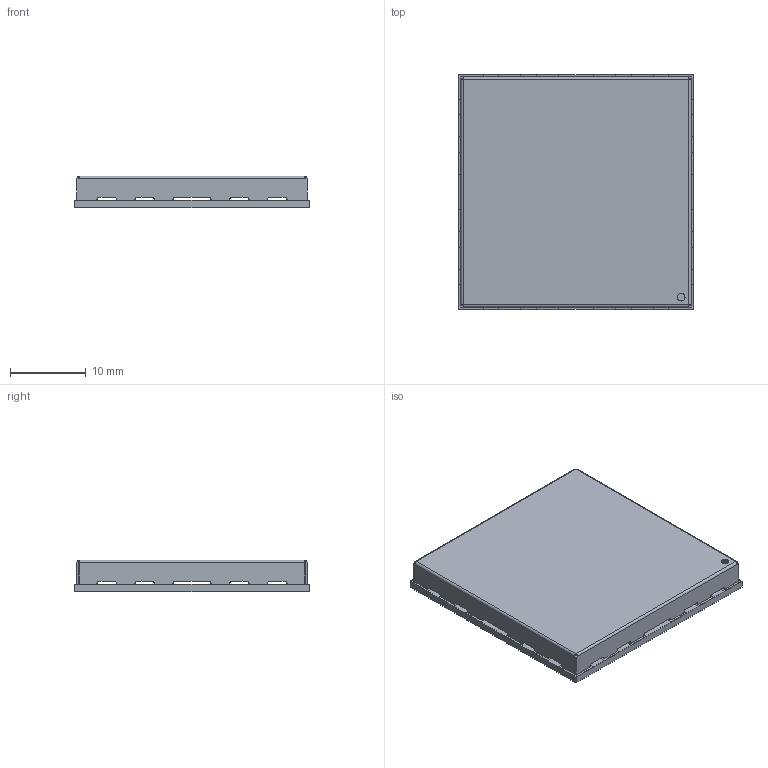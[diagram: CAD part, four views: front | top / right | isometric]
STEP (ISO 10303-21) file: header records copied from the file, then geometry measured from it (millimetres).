
FILE_DESCRIPTION(('FreeCAD Model'),'2;1');
FILE_NAME('mosaic_newshield.stp','2019-04-05T18:03:46',('Author'), (''),'Open CASCADE STEP processor 7.2','FreeCAD','Unknown');
FILE_SCHEMA(('AUTOMOTIVE_DESIGN { 1 0 10303 214 1 1 1 1 }'));
Length unit declared in the file: millimetre
Products named in the file (265): STEP; Pins; 1V2_OUT_1; 1V2_OUT_2; 1V4_OUT_1; 1V4_OUT_2; 1V8_OUT; 2V8_IN; 2V8_OUT; ADC0; ADC1; ADC2; ANT_1; ANT_2; BOOT_MODE_0; CANRX; CANTX; CTS1; CTS2; CTS3; DIFFCOR_DET; DRDY/JTMS2; EVENTA; EVENTB; EVENTC; EXT_NINT_REF; GND1; GND002; GND10; GND003; GND100; GND101; GND102; GND103; GND104; GND105; GND106; GND107; GND108; GND109 ...
Assembly tree (264 placements, depth 3):
  STEP
    Pins
      1V2_OUT_1
      1V2_OUT_2
      1V4_OUT_1
      1V4_OUT_2
      1V8_OUT
      2V8_IN
      2V8_OUT
      ADC0
      ADC1
      ADC2
      ANT_1
      ANT_2
      BOOT_MODE_0
      CANRX
      CANTX
      CTS1
      CTS2
      CTS3
      DIFFCOR_DET
      DRDY/JTMS2
      EVENTA
      EVENTB
      EVENTC
      EXT_NINT_REF
      GND1
      GND002
      GND10
      GND003
      GND100
      GND101
      GND102
      GND103
      GND104
      GND105
      GND106
      GND107
      GND108
      GND109
      GND11
      GND110
      GND111
      GND112
      GND12
      GND113
      GND13
      GND114
      GND14
      GND115
      GND15
      GND116
      GND16
      GND117
      GND17
      GND118
      GND18
      GND119
      GND19
      GND120
Bounding box: 31 x 31 x 4.18 mm (x, y, z)
Volume: 1173.9 mm3; surface area: 4844.4 mm2
Topology: 261 solids, 261 shells, 1250 faces, 2160 edges, 1432 vertices
Faces by surface type: plane 682, cylinder 568
Entity records: 71779 total; most frequent: DIRECTION 10556, CARTESIAN_POINT 9967, ORIENTED_EDGE 4320, PCURVE 4320, DEFINITIONAL_REPRESENTATION 4320, LINE 4208, VECTOR 4208, AXIS2_PLACEMENT_3D 2651
